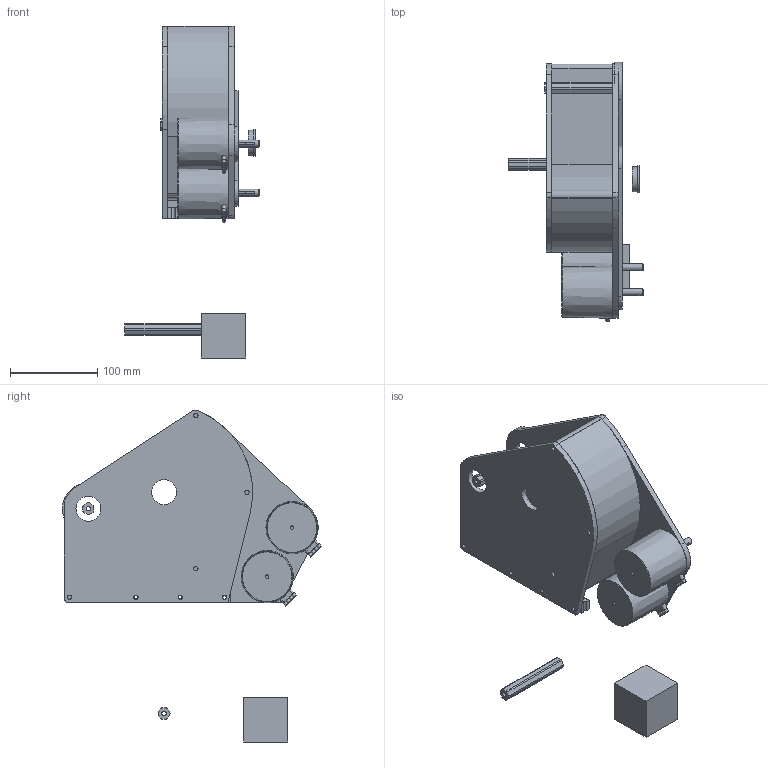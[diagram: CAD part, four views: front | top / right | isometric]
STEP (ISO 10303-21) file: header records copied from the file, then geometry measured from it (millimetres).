
FILE_DESCRIPTION(/* description */ ('STEP AP242 Edition 2','CAx-IF Rec.Pracs.---Representation and Presentation of Product Manufacturing Information (PMI)---4.0---2014-10-13','CAx-IF Rec.Pracs.---3D Tessellated Geometry---0.4---2014-09-14','2;1','CAx-IF Rec.Pracs.---User Defined Attributes---1.5---2016-08-15'),/* implementation_level */ '2;1');
FILE_NAME(/* name */ '6930ff4de0d9edfed235da4d',/* time_stamp */ '2025-12-04T03:26:05Z',/* author */ (''),/* organization */ (''),/* preprocessor_version */ 'ST-DEVELOPER v20',/* originating_system */ 'ONSHAPE BY PTC INC, 1.207',/* authorisation */ ' ');
FILE_SCHEMA (('AP242_MANAGED_MODEL_BASED_3D_ENGINEERING_MIM_LF { 1 0 10303 442 3 1 4 }'));
Length unit declared in the file: metre
Products named in the file (12): Assembly; 1/2" Rounded Hex (13.75mm) ID Bearing (1.125" OD, 0.313" WD, Shielded
, Flanged); 1/2" ThunderHex (3 in); NEO Brushless Motor V1.1; 85T 5M 9mm Wide Belt; Motor Mount plate; Nut Strip (1/2" Square ,4.5"  , #10-32 Tapped, Alternating .5" Hole S
pacing); Origin Cube; Part 4; 115T 5M 9mm Wide Belt; Cutout plate
Assembly tree (13 placements, depth 2):
  Assembly
    1/2" Rounded Hex (13.75mm) ID Bearing (1.125" OD, 0.313" WD, Shielded
, Flanged)
    1/2" ThunderHex (3 in)
    NEO Brushless Motor V1.1  x2
    85T 5M 9mm Wide Belt
    Motor Mount plate
    1/2" ThunderHex (3 in)
    Nut Strip (1/2" Square ,4.5"  , #10-32 Tapped, Alternating .5" Hole S
pacing)  x2
    Origin Cube
    Part 4
    115T 5M 9mm Wide Belt
    Cutout plate
Bounding box: 154.06 x 297.33 x 381.04 mm (x, y, z)
Volume: 1476209.8 mm3; surface area: 354053.6 mm2
Topology: 13 solids, 13 shells, 290 faces, 687 edges, 462 vertices
Faces by surface type: cylinder 151, plane 129, cone 10
Full cylindrical faces by diameter (mm): 4 x2, 4.039 x52, 4.5 x6, 4.978 x14, 5.105 x10, 8 x2, 13.75 x1, 19.05 x2, 19.204 x2, 24.575 x2, 28.575 x5, 31.12 x1, 38.1 x2
Entity records: 6575 total; most frequent: DIRECTION 1112, CARTESIAN_POINT 1032, ORIENTED_EDGE 864, AXIS2_PLACEMENT_3D 460, EDGE_CURVE 432, EDGE_LOOP 410, FACE_BOUND 410, VERTEX_POINT 336
